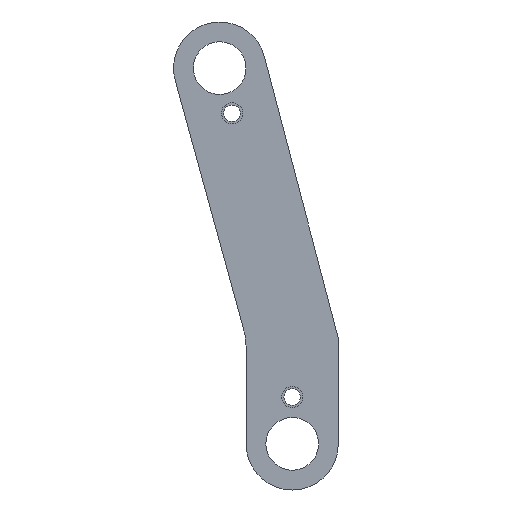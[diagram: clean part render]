
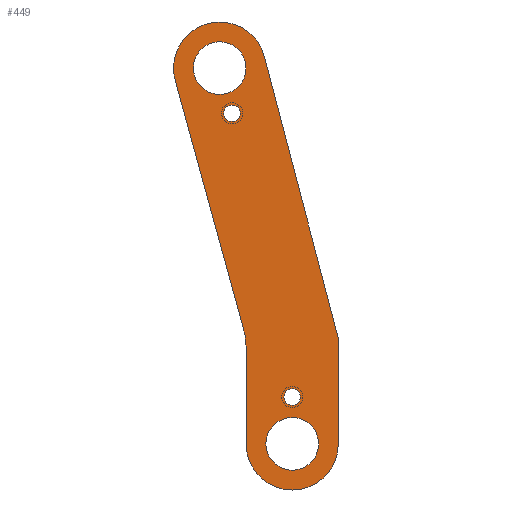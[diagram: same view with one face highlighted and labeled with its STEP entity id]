
A CAD part, front view. The second image highlights one B-rep face of the part: STEP entity #449.
In plain terms, the highlighted planar face has unit normal (0, -1, 0).
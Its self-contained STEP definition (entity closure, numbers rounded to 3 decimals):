
#2=CARTESIAN_POINT('',(0.,0.,-21.05));
#3=DIRECTION('',(0.,-1.,0.));
#4=DIRECTION('',(0.,0.,-1.));
#5=AXIS2_PLACEMENT_3D('',#2,#3,#4);
#7=CARTESIAN_POINT('',(0.,0.,-21.05));
#8=DIRECTION('',(0.,-1.,0.));
#9=DIRECTION('',(0.,0.,1.));
#10=AXIS2_PLACEMENT_3D('',#7,#8,#9);
#12=CARTESIAN_POINT('',(-5.5,0.,7.45));
#13=DIRECTION('',(0.,-1.,0.));
#14=DIRECTION('',(-0.265,0.,0.964));
#15=AXIS2_PLACEMENT_3D('',#12,#13,#14);
#17=CARTESIAN_POINT('',(-5.5,0.,7.45));
#18=DIRECTION('',(0.,-1.,0.));
#19=DIRECTION('',(0.265,0.,-0.964));
#20=AXIS2_PLACEMENT_3D('',#17,#18,#19);
#22=CARTESIAN_POINT('',(-4.56,0.,4.027));
#23=DIRECTION('',(0.,1.,0.));
#24=DIRECTION('',(1.,0.,0.));
#25=AXIS2_PLACEMENT_3D('',#22,#23,#24);
#27=CARTESIAN_POINT('',(-4.56,0.,4.027));
#28=DIRECTION('',(0.,1.,0.));
#29=DIRECTION('',(-1.,0.,0.));
#30=AXIS2_PLACEMENT_3D('',#27,#28,#29);
#32=CARTESIAN_POINT('',(0.,0.,-17.5));
#33=DIRECTION('',(0.,1.,0.));
#34=DIRECTION('',(1.,0.,0.));
#35=AXIS2_PLACEMENT_3D('',#32,#33,#34);
#37=CARTESIAN_POINT('',(0.,0.,-17.5));
#38=DIRECTION('',(0.,1.,0.));
#39=DIRECTION('',(-1.,0.,0.));
#40=AXIS2_PLACEMENT_3D('',#37,#38,#39);
#42=DIRECTION('',(0.,0.,1.));
#43=VECTOR('',#42,7.326);
#44=CARTESIAN_POINT('',(-3.5,0.,-21.05));
#45=LINE('',#44,#43);
#46=DIRECTION('',(-0.265,0.,0.964));
#47=VECTOR('',#46,19.624);
#48=CARTESIAN_POINT('',(-3.678,0.,-12.4));
#49=LINE('',#48,#47);
#50=DIRECTION('',(0.254,0.,-0.967));
#51=VECTOR('',#50,22.113);
#52=CARTESIAN_POINT('',(-2.115,0.,8.339));
#53=LINE('',#52,#51);
#54=DIRECTION('',(0.,0.,-1.));
#55=VECTOR('',#54,8.);
#56=CARTESIAN_POINT('',(3.5,0.,-13.05));
#57=LINE('',#56,#55);
#58=CARTESIAN_POINT('',(0.,0.,-21.05));
#59=DIRECTION('',(0.,1.,0.));
#60=DIRECTION('',(1.,0.,0.));
#61=AXIS2_PLACEMENT_3D('',#58,#59,#60);
#268=CARTESIAN_POINT('',(-8.5,0.,-13.724));
#269=DIRECTION('',(0.,1.,0.));
#270=DIRECTION('',(0.964,0.,0.265));
#271=AXIS2_PLACEMENT_3D('',#268,#269,#270);
#303=CARTESIAN_POINT('',(-5.5,0.,7.45));
#304=DIRECTION('',(0.,-1.,0.));
#305=DIRECTION('',(0.967,0.,0.254));
#306=AXIS2_PLACEMENT_3D('',#303,#304,#305);
#320=CARTESIAN_POINT('',(0.,0.,-23.05));
#321=CARTESIAN_POINT('',(0.,0.,-19.05));
#322=VERTEX_POINT('',#320);
#323=VERTEX_POINT('',#321);
#336=CARTESIAN_POINT('',(-6.03,0.,9.379));
#337=VERTEX_POINT('',#336);
#340=CARTESIAN_POINT('',(-4.97,0.,5.521));
#341=VERTEX_POINT('',#340);
#344=CARTESIAN_POINT('',(-3.935,0.,4.027));
#345=CARTESIAN_POINT('',(-5.185,0.,4.027));
#346=VERTEX_POINT('',#344);
#347=VERTEX_POINT('',#345);
#352=CARTESIAN_POINT('',(0.625,0.,-17.5));
#354=VERTEX_POINT('',#352);
#356=CARTESIAN_POINT('',(-0.625,0.,-17.5));
#358=VERTEX_POINT('',#356);
#377=CARTESIAN_POINT('',(3.5,0.,-13.05));
#379=VERTEX_POINT('',#377);
#380=CARTESIAN_POINT('',(-3.5,0.,-21.05));
#382=VERTEX_POINT('',#380);
#384=CARTESIAN_POINT('',(3.5,0.,-21.05));
#386=VERTEX_POINT('',#384);
#388=CARTESIAN_POINT('',(-8.875,0.,6.523));
#390=VERTEX_POINT('',#388);
#392=CARTESIAN_POINT('',(-2.115,0.,8.339));
#394=VERTEX_POINT('',#392);
#396=CARTESIAN_POINT('',(-3.678,0.,-12.4));
#398=VERTEX_POINT('',#396);
#400=CARTESIAN_POINT('',(-3.5,0.,-13.724));
#402=VERTEX_POINT('',#400);
#404=CARTESIAN_POINT('',(0.,0.,0.));
#405=DIRECTION('',(0.,1.,0.));
#406=DIRECTION('',(1.,0.,0.));
#407=AXIS2_PLACEMENT_3D('',#404,#405,#406);
#408=PLANE('',#407);
#410=ORIENTED_EDGE('',*,*,#409,.T.);
#412=ORIENTED_EDGE('',*,*,#411,.F.);
#414=ORIENTED_EDGE('',*,*,#413,.T.);
#416=ORIENTED_EDGE('',*,*,#415,.F.);
#418=ORIENTED_EDGE('',*,*,#417,.T.);
#420=ORIENTED_EDGE('',*,*,#419,.T.);
#422=ORIENTED_EDGE('',*,*,#421,.T.);
#423=EDGE_LOOP('',(#410,#412,#414,#416,#418,#420,#422));
#424=FACE_OUTER_BOUND('',#423,.F.);
#426=ORIENTED_EDGE('',*,*,#425,.T.);
#428=ORIENTED_EDGE('',*,*,#427,.T.);
#429=EDGE_LOOP('',(#426,#428));
#430=FACE_BOUND('',#429,.F.);
#432=ORIENTED_EDGE('',*,*,#431,.F.);
#434=ORIENTED_EDGE('',*,*,#433,.F.);
#435=EDGE_LOOP('',(#432,#434));
#436=FACE_BOUND('',#435,.F.);
#438=ORIENTED_EDGE('',*,*,#437,.F.);
#440=ORIENTED_EDGE('',*,*,#439,.F.);
#441=EDGE_LOOP('',(#438,#440));
#442=FACE_BOUND('',#441,.F.);
#444=ORIENTED_EDGE('',*,*,#443,.T.);
#446=ORIENTED_EDGE('',*,*,#445,.T.);
#447=EDGE_LOOP('',(#444,#446));
#448=FACE_BOUND('',#447,.F.);
#449=ADVANCED_FACE('',(#424,#430,#436,#442,#448),#408,.F.);
#6=CIRCLE('',#5,2.);
#11=CIRCLE('',#10,2.);
#16=CIRCLE('',#15,2.);
#21=CIRCLE('',#20,2.);
#26=CIRCLE('',#25,0.625);
#31=CIRCLE('',#30,0.625);
#36=CIRCLE('',#35,0.625);
#41=CIRCLE('',#40,0.625);
#62=CIRCLE('',#61,3.5);
#272=CIRCLE('',#271,5.);
#307=CIRCLE('',#306,3.5);
#409=EDGE_CURVE('',#382,#402,#45,.T.);
#411=EDGE_CURVE('',#398,#402,#272,.T.);
#413=EDGE_CURVE('',#398,#390,#49,.T.);
#415=EDGE_CURVE('',#394,#390,#307,.T.);
#417=EDGE_CURVE('',#394,#379,#53,.T.);
#419=EDGE_CURVE('',#379,#386,#57,.T.);
#421=EDGE_CURVE('',#386,#382,#62,.T.);
#425=EDGE_CURVE('',#337,#341,#16,.T.);
#427=EDGE_CURVE('',#341,#337,#21,.T.);
#431=EDGE_CURVE('',#346,#347,#26,.T.);
#433=EDGE_CURVE('',#347,#346,#31,.T.);
#437=EDGE_CURVE('',#354,#358,#36,.T.);
#439=EDGE_CURVE('',#358,#354,#41,.T.);
#443=EDGE_CURVE('',#322,#323,#6,.T.);
#445=EDGE_CURVE('',#323,#322,#11,.T.);
